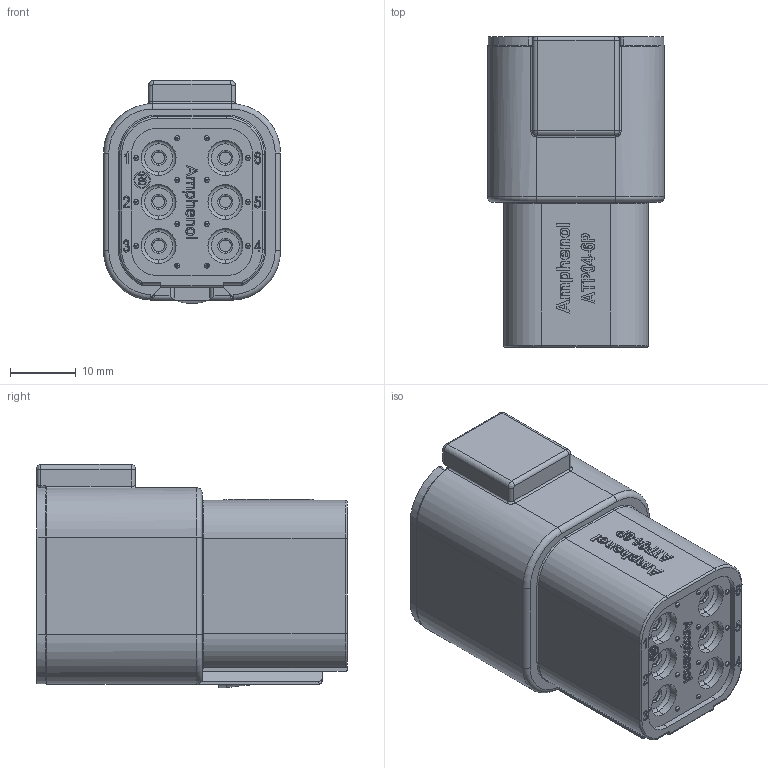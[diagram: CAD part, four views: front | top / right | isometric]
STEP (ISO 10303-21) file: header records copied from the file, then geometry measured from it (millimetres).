
FILE_DESCRIPTION((''),'2;1');
FILE_NAME('PL000772-06','2019-09-25T',('Peter.Yang'),(''),'PRO/ENGINEER BY PARAMETRIC TECHNOLOGY CORPORATION, 2016360','PRO/ENGINEER BY PARAMETRIC TECHNOLOGY CORPORATION, 2016360','');
FILE_SCHEMA(('CONFIG_CONTROL_DESIGN'));
Length unit declared in the file: millimetre
Products named in the file (1): PL000772-06
Bounding box: 26.95 x 47.3 x 33.98 mm (x, y, z)
Volume: 21865.2 mm3; surface area: 8801.8 mm2
Topology: 1 solids, 1 shells, 1015 faces, 2630 edges, 1700 vertices
Faces by surface type: plane 400, extrusion 348, cylinder 162, torus 52, bspline 44, cone 7, sphere 2
Entity records: 33578 total; most frequent: CARTESIAN_POINT 10037, ORIENTED_EDGE 5260, DIRECTION 3903, EDGE_CURVE 2630, VECTOR 1781, VERTEX_POINT 1700, LINE 1433, B_SPLINE_CURVE_WITH_KNOTS 1107
